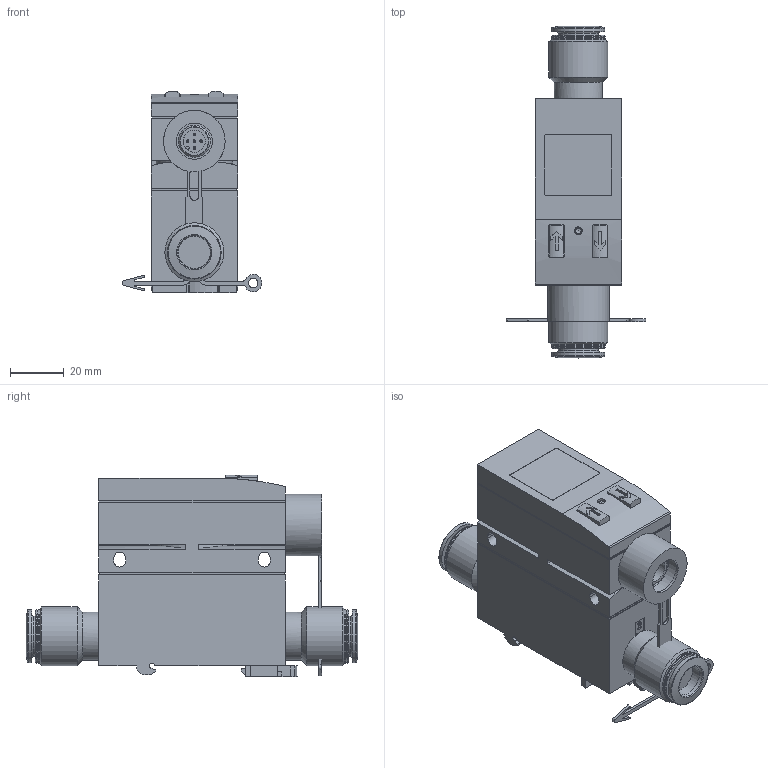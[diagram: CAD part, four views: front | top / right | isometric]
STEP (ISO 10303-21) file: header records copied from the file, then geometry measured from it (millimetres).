
FILE_DESCRIPTION(/* description */ ('STEP AP214'),/* implementation_level */ '2;1');
FILE_NAME(/* name */ '565409_SFAB-1000U-HQ12-2SA-M12-EX2',/* time_stamp */ '2024-09-15T00:38:13+02:00',/* author */ ('License CC BY-ND 4.0'),/* organization */ ('CADENAS'),/* preprocessor_version */ 'ST-DEVELOPER v19.3',/* originating_system */ 'PARTsolutions',/* authorisation */ ' ');
FILE_SCHEMA (('AUTOMOTIVE_DESIGN {1 0 10303 214 3 1 1}'));
Length unit declared in the file: millimetre
Products named in the file (4): 565409 SFAB-1000U-HQ12-2SA-M12-EX2; 563795 SFAB-1000-Q12-2SA_H; 672551 VN-T3-BP-NRD; 548068 NEAU-M12-GD
Assembly tree (3 placements, depth 2):
  565409 SFAB-1000U-HQ12-2SA-M12-EX2
    563795 SFAB-1000-Q12-2SA_H
    672551 VN-T3-BP-NRD
    548068 NEAU-M12-GD
Bounding box: 52.25 x 123.99 x 75.42 mm (x, y, z)
Volume: 175323 mm3; surface area: 33676.9 mm2
Topology: 3 solids, 3 shells, 351 faces, 897 edges, 585 vertices
Faces by surface type: plane 225, cylinder 97, cone 21, torus 7, sphere 1
Full cylindrical faces by diameter (mm): 1 x5, 2.9 x1, 3.5 x1, 8.3 x1, 10.5 x1, 12 x3, 13.5 x2, 15 x2, 16.4 x1, 16.72 x2, 18 x2, 19.8 x2, 20 x4, 22 x2, 23 x1
Entity records: 12472 total; most frequent: CARTESIAN_POINT 1816, DIRECTION 1760, ORIENTED_EDGE 1660, EDGE_CURVE 830, AXIS2_PLACEMENT_3D 588, LINE 584, VECTOR 584, VERTEX_POINT 577
